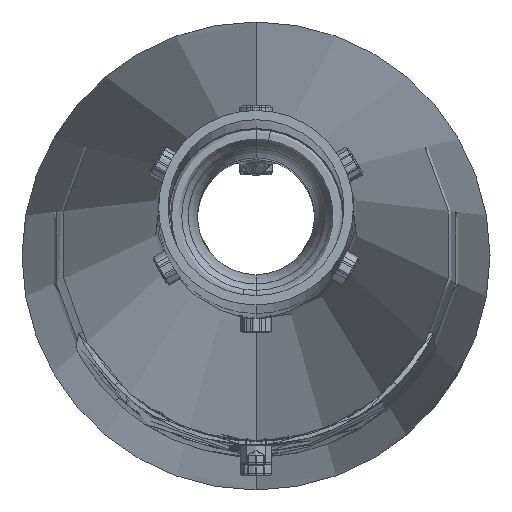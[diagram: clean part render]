
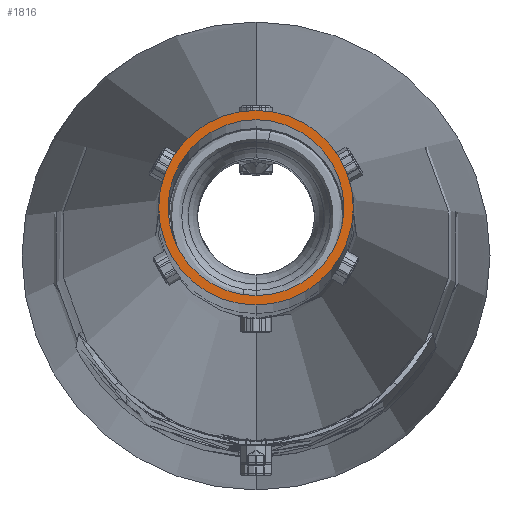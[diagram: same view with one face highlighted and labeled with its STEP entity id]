
A CAD part, top view. The second image highlights one B-rep face of the part: STEP entity #1816.
In plain terms, the highlighted face is planar.
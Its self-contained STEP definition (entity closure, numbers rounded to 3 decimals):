
#26 = FACE_BOUND ( 'NONE', #2521, .T. ) ;
#218 = AXIS2_PLACEMENT_3D ( 'NONE', #542, #2495, #1940 ) ;
#366 = VERTEX_POINT ( 'NONE', #6050 ) ;
#542 = CARTESIAN_POINT ( 'NONE',  ( 0., 1500., 0. ) ) ;
#821 = DIRECTION ( 'NONE',  ( 0., 0., 1. ) ) ;
#933 = CARTESIAN_POINT ( 'NONE',  ( 0., 1500., 0. ) ) ;
#940 = AXIS2_PLACEMENT_3D ( 'NONE', #8484, #1072, #1716 ) ;
#1072 = DIRECTION ( 'NONE',  ( 0., 1., 0. ) ) ;
#1419 = VERTEX_POINT ( 'NONE', #1622 ) ;
#1422 = DIRECTION ( 'NONE',  ( 0., 1., 0. ) ) ;
#1477 = FACE_OUTER_BOUND ( 'NONE', #2604, .T. ) ;
#1622 = CARTESIAN_POINT ( 'NONE',  ( 0., 1500., -27.25 ) ) ;
#1666 = CIRCLE ( 'NONE', #940, 30.15 ) ;
#1716 = DIRECTION ( 'NONE',  ( 0., 0., 1. ) ) ;
#1816 = ADVANCED_FACE ( 'NONE', ( #1477, #26 ), #6874, .F. ) ;
#1940 = DIRECTION ( 'NONE',  ( 0., 0., 1. ) ) ;
#1969 = CARTESIAN_POINT ( 'NONE',  ( 0., 1500., 27.25 ) ) ;
#2052 = CARTESIAN_POINT ( 'NONE',  ( 0., 1500., 0. ) ) ;
#2185 = VERTEX_POINT ( 'NONE', #7594 ) ;
#2495 = DIRECTION ( 'NONE',  ( 0., 1., 0. ) ) ;
#2496 = EDGE_CURVE ( 'NONE', #1419, #5074, #3475, .T. ) ;
#2521 = EDGE_LOOP ( 'NONE', ( #4167, #8929 ) ) ;
#2604 = EDGE_LOOP ( 'NONE', ( #4329, #4905 ) ) ;
#2753 = AXIS2_PLACEMENT_3D ( 'NONE', #2831, #6829, #4225 ) ;
#2831 = CARTESIAN_POINT ( 'NONE',  ( 0., 1500., 0. ) ) ;
#3042 = AXIS2_PLACEMENT_3D ( 'NONE', #933, #7917, #6378 ) ;
#3118 = EDGE_CURVE ( 'NONE', #5074, #1419, #3376, .T. ) ;
#3376 = CIRCLE ( 'NONE', #7386, 27.25 ) ;
#3475 = CIRCLE ( 'NONE', #3042, 27.25 ) ;
#3946 = EDGE_CURVE ( 'NONE', #2185, #366, #4965, .T. ) ;
#4167 = ORIENTED_EDGE ( 'NONE', *, *, #3118, .F. ) ;
#4225 = DIRECTION ( 'NONE',  ( 0., 0., -1. ) ) ;
#4329 = ORIENTED_EDGE ( 'NONE', *, *, #4647, .T. ) ;
#4647 = EDGE_CURVE ( 'NONE', #366, #2185, #1666, .T. ) ;
#4905 = ORIENTED_EDGE ( 'NONE', *, *, #3946, .T. ) ;
#4965 = CIRCLE ( 'NONE', #218, 30.15 ) ;
#5074 = VERTEX_POINT ( 'NONE', #1969 ) ;
#6050 = CARTESIAN_POINT ( 'NONE',  ( 0., 1500., 30.15 ) ) ;
#6378 = DIRECTION ( 'NONE',  ( 0., 0., 1. ) ) ;
#6829 = DIRECTION ( 'NONE',  ( 0., -1., 0. ) ) ;
#6874 = PLANE ( 'NONE',  #2753 ) ;
#7386 = AXIS2_PLACEMENT_3D ( 'NONE', #2052, #1422, #821 ) ;
#7594 = CARTESIAN_POINT ( 'NONE',  ( 0., 1500., -30.15 ) ) ;
#7917 = DIRECTION ( 'NONE',  ( 0., 1., 0. ) ) ;
#8484 = CARTESIAN_POINT ( 'NONE',  ( 0., 1500., 0. ) ) ;
#8929 = ORIENTED_EDGE ( 'NONE', *, *, #2496, .F. ) ;
